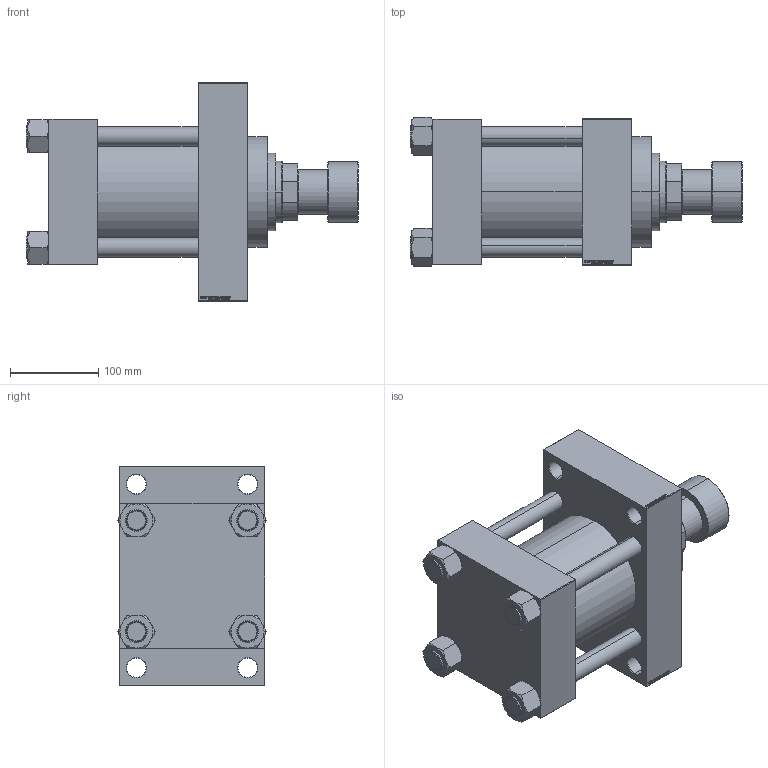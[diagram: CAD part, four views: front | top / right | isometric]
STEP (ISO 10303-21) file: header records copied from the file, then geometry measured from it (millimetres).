
FILE_DESCRIPTION (( 'STEP AP203' ), '1' );
FILE_NAME ('810e.STEP', '2025-10-23T10:02:21', ( '' ), ( '' ), 'SwSTEP 2.0', 'SolidWorks 2019', '' );
FILE_SCHEMA (( 'CONFIG_CONTROL_DESIGN' ));
Length unit declared in the file: millimetre
Products named in the file (7): V215CR_D_TYCINKA 1c2116639d5b7fb155f721eeaf432828; NUT_M5_D 1c2116639d5b7fb155f721eeaf432828; V215CR_D_Body 1c2116639d5b7fb155f721eeaf432828; V215CR_VCP_D 1c2116639d5b7fb155f721eeaf432828; V215_VC_A 1c2116639d5b7fb155f721eeaf432828; V215CR_ROD_END_F 1c2116639d5b7fb155f721eeaf432828; 810e
Assembly tree (12 placements, depth 2):
  810e
    V215CR_D_Body 1c2116639d5b7fb155f721eeaf432828
    V215CR_VCP_D 1c2116639d5b7fb155f721eeaf432828
    NUT_M5_D 1c2116639d5b7fb155f721eeaf432828  x4
    V215CR_D_TYCINKA 1c2116639d5b7fb155f721eeaf432828  x4
    V215_VC_A 1c2116639d5b7fb155f721eeaf432828
    V215CR_ROD_END_F 1c2116639d5b7fb155f721eeaf432828
Bounding box: 376 x 169.14 x 247 mm (x, y, z)
Volume: 5433929.5 mm3; surface area: 596793.8 mm2
Topology: 12 solids, 12 shells, 1163 faces, 2932 edges, 1905 vertices
Faces by surface type: plane 548, bspline 368, cone 142, cylinder 93, torus 12
Entity records: 48173 total; most frequent: CARTESIAN_POINT 25282, ORIENTED_EDGE 5128, DIRECTION 3334, EDGE_CURVE 2564, VERTEX_POINT 1683, VECTOR 1532, LINE 1532, EDGE_LOOP 1139
